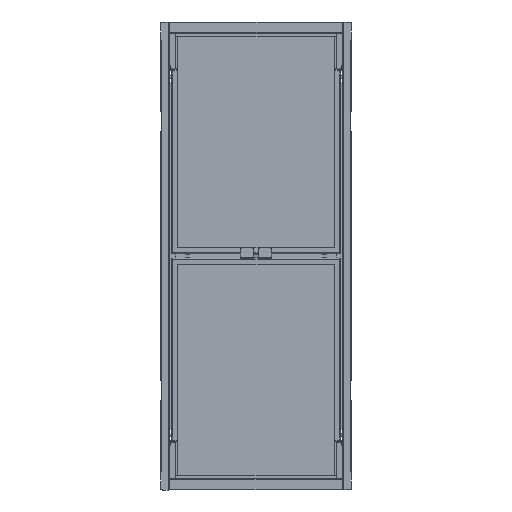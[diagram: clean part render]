
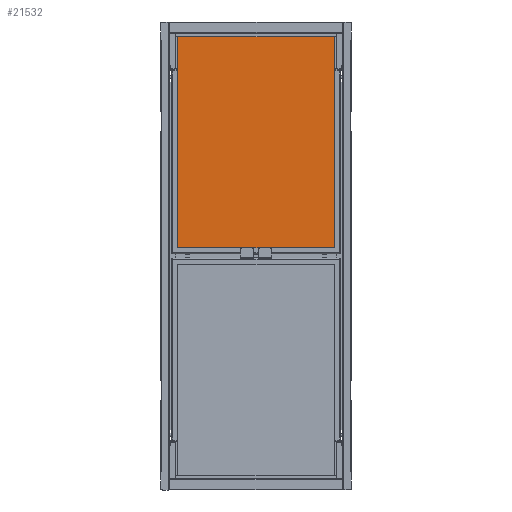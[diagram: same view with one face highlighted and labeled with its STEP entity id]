
A CAD part, front view. The second image highlights one B-rep face of the part: STEP entity #21532.
In plain terms, the highlighted face is planar.
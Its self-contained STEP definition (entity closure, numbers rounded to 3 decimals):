
#1238 = DIRECTION ( 'NONE',  ( -1., 0., 0. ) ) ;
#1730 = VECTOR ( 'NONE', #9728, 1000. ) ;
#3461 = LINE ( 'NONE', #24581, #1730 ) ;
#3612 = ORIENTED_EDGE ( 'NONE', *, *, #19618, .T. ) ;
#4578 = DIRECTION ( 'NONE',  ( 0., 0., 1. ) ) ;
#5501 = EDGE_CURVE ( 'NONE', #8389, #11443, #18943, .T. ) ;
#8296 = VERTEX_POINT ( 'NONE', #20930 ) ;
#8389 = VERTEX_POINT ( 'NONE', #26470 ) ;
#8525 = CARTESIAN_POINT ( 'NONE',  ( -220., -293., 0. ) ) ;
#9728 = DIRECTION ( 'NONE',  ( 0., 1., 0. ) ) ;
#11443 = VERTEX_POINT ( 'NONE', #13318 ) ;
#12372 = CARTESIAN_POINT ( 'NONE',  ( 220., 293., 0. ) ) ;
#12635 = FACE_OUTER_BOUND ( 'NONE', #22965, .T. ) ;
#12653 = VERTEX_POINT ( 'NONE', #25313 ) ;
#13318 = CARTESIAN_POINT ( 'NONE',  ( -220., 293., 0. ) ) ;
#13739 = DIRECTION ( 'NONE',  ( 1., 0., 0. ) ) ;
#14180 = VECTOR ( 'NONE', #20573, 1000. ) ;
#14343 = CARTESIAN_POINT ( 'NONE',  ( 220., -293., 0. ) ) ;
#14465 = EDGE_CURVE ( 'NONE', #8296, #12653, #3461, .T. ) ;
#16280 = LINE ( 'NONE', #14343, #14180 ) ;
#16952 = CARTESIAN_POINT ( 'NONE',  ( 0., 0., 0. ) ) ;
#16999 = AXIS2_PLACEMENT_3D ( 'NONE', #16952, #4578, #13739 ) ;
#17054 = EDGE_CURVE ( 'NONE', #12653, #11443, #20295, .T. ) ;
#17079 = ORIENTED_EDGE ( 'NONE', *, *, #5501, .T. ) ;
#17163 = VECTOR ( 'NONE', #21017, 1000. ) ;
#18943 = LINE ( 'NONE', #8525, #17163 ) ;
#19618 = EDGE_CURVE ( 'NONE', #8296, #8389, #16280, .T. ) ;
#20295 = LINE ( 'NONE', #12372, #20908 ) ;
#20573 = DIRECTION ( 'NONE',  ( -1., 0., 0. ) ) ;
#20908 = VECTOR ( 'NONE', #1238, 1000. ) ;
#20930 = CARTESIAN_POINT ( 'NONE',  ( 220., -293., 0. ) ) ;
#21017 = DIRECTION ( 'NONE',  ( 0., 1., 0. ) ) ;
#21093 = PLANE ( 'NONE',  #16999 ) ;
#21532 = ADVANCED_FACE ( 'NONE', ( #12635 ), #21093, .F. ) ;
#22965 = EDGE_LOOP ( 'NONE', ( #23340, #3612, #17079, #23179 ) ) ;
#23179 = ORIENTED_EDGE ( 'NONE', *, *, #17054, .F. ) ;
#23340 = ORIENTED_EDGE ( 'NONE', *, *, #14465, .F. ) ;
#24581 = CARTESIAN_POINT ( 'NONE',  ( 220., -293., 0. ) ) ;
#25313 = CARTESIAN_POINT ( 'NONE',  ( 220., 293., 0. ) ) ;
#26470 = CARTESIAN_POINT ( 'NONE',  ( -220., -293., 0. ) ) ;
